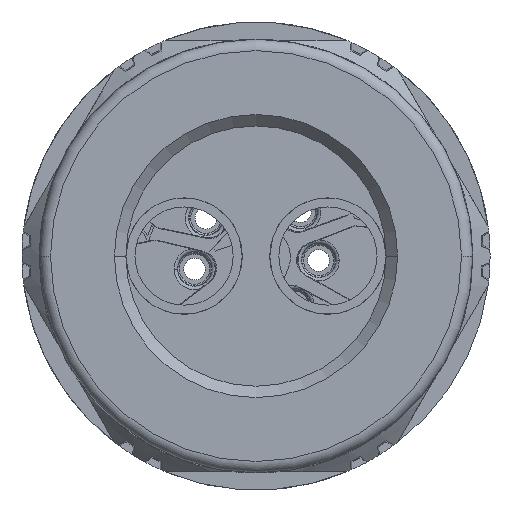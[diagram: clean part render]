
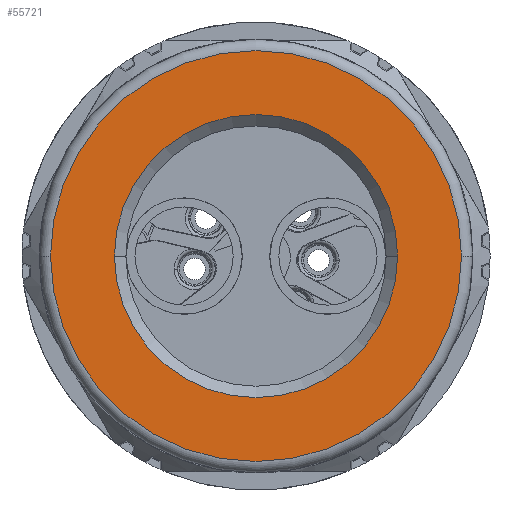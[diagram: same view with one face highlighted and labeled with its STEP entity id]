
A CAD part, front view. The second image highlights one B-rep face of the part: STEP entity #55721.
In plain terms, the highlighted planar face has unit normal (0, -1, 0).
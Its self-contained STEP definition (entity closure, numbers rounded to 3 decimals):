
#17390=CARTESIAN_POINT('',(0.,-47.4,0.));
#17391=DIRECTION('',(0.,-1.,0.));
#17392=DIRECTION('',(1.,0.,0.));
#17393=AXIS2_PLACEMENT_3D('',#17390,#17391,#17392);
#17395=CARTESIAN_POINT('',(0.,-47.4,0.));
#17396=DIRECTION('',(0.,-1.,0.));
#17397=DIRECTION('',(-1.,0.,0.));
#17398=AXIS2_PLACEMENT_3D('',#17395,#17396,#17397);
#17400=CARTESIAN_POINT('',(0.,-47.4,0.));
#17401=DIRECTION('',(0.,-1.,0.));
#17402=DIRECTION('',(1.,0.,0.));
#17403=AXIS2_PLACEMENT_3D('',#17400,#17401,#17402);
#17405=CARTESIAN_POINT('',(0.,-47.4,0.));
#17406=DIRECTION('',(0.,-1.,0.));
#17407=DIRECTION('',(-1.,0.,0.));
#17408=AXIS2_PLACEMENT_3D('',#17405,#17406,#17407);
#33766=CARTESIAN_POINT('',(9.,-47.4,0.));
#33767=CARTESIAN_POINT('',(-9.,-47.4,0.));
#33768=VERTEX_POINT('',#33766);
#33769=VERTEX_POINT('',#33767);
#33835=CARTESIAN_POINT('',(6.2,-47.4,0.));
#33836=CARTESIAN_POINT('',(-6.2,-47.4,0.));
#33837=VERTEX_POINT('',#33835);
#33838=VERTEX_POINT('',#33836);
#55705=CARTESIAN_POINT('',(0.,-47.4,0.));
#55706=DIRECTION('',(0.,-1.,0.));
#55707=DIRECTION('',(-1.,0.,0.));
#55708=AXIS2_PLACEMENT_3D('',#55705,#55706,#55707);
#55709=PLANE('',#55708);
#55711=ORIENTED_EDGE('',*,*,#55710,.F.);
#55712=ORIENTED_EDGE('',*,*,#55695,.F.);
#55713=EDGE_LOOP('',(#55711,#55712));
#55714=FACE_OUTER_BOUND('',#55713,.F.);
#55716=ORIENTED_EDGE('',*,*,#55715,.T.);
#55718=ORIENTED_EDGE('',*,*,#55717,.T.);
#55719=EDGE_LOOP('',(#55716,#55718));
#55720=FACE_BOUND('',#55719,.F.);
#55721=ADVANCED_FACE('',(#55714,#55720),#55709,.T.);
#17394=CIRCLE('',#17393,9.);
#17399=CIRCLE('',#17398,9.);
#17404=CIRCLE('',#17403,6.2);
#17409=CIRCLE('',#17408,6.2);
#55695=EDGE_CURVE('',#33769,#33768,#17399,.T.);
#55710=EDGE_CURVE('',#33768,#33769,#17394,.T.);
#55715=EDGE_CURVE('',#33837,#33838,#17404,.T.);
#55717=EDGE_CURVE('',#33838,#33837,#17409,.T.);
